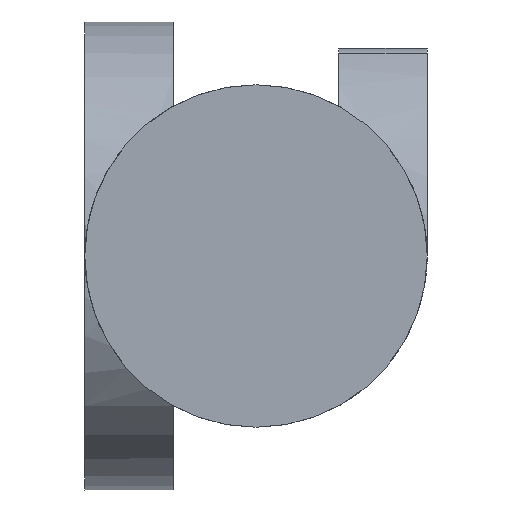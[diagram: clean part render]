
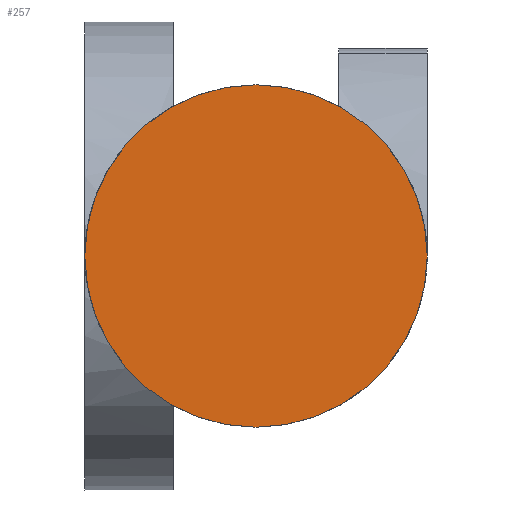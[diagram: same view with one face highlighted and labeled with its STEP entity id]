
A CAD part, left-side view. The second image highlights one B-rep face of the part: STEP entity #257.
In plain terms, the highlighted planar face has unit normal (-1, 0, 0).
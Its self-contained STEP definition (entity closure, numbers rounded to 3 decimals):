
#22=PLANE('',#310);
#37=FACE_OUTER_BOUND('',#53,.T.);
#53=EDGE_LOOP('',(#225,#226));
#65=CIRCLE('',#288,30.);
#66=CIRCLE('',#289,30.);
#120=VERTEX_POINT('',#498);
#121=VERTEX_POINT('',#500);
#146=EDGE_CURVE('',#120,#121,#65,.T.);
#147=EDGE_CURVE('',#121,#120,#66,.T.);
#225=ORIENTED_EDGE('',*,*,#147,.F.);
#226=ORIENTED_EDGE('',*,*,#146,.F.);
#257=ADVANCED_FACE('',(#37),#22,.F.);
#288=AXIS2_PLACEMENT_3D('',#501,#339,#340);
#289=AXIS2_PLACEMENT_3D('',#502,#341,#342);
#310=AXIS2_PLACEMENT_3D('',#536,#389,#390);
#339=DIRECTION('center_axis',(1.,0.,0.));
#340=DIRECTION('ref_axis',(0.,1.,0.));
#341=DIRECTION('center_axis',(1.,0.,0.));
#342=DIRECTION('ref_axis',(0.,1.,0.));
#389=DIRECTION('center_axis',(1.,0.,0.));
#390=DIRECTION('ref_axis',(0.,0.,-1.));
#498=CARTESIAN_POINT('',(0.,-30.,0.));
#500=CARTESIAN_POINT('',(0.,30.,0.));
#501=CARTESIAN_POINT('Origin',(0.,0.,0.));
#502=CARTESIAN_POINT('Origin',(0.,0.,0.));
#536=CARTESIAN_POINT('Origin',(0.,0.,0.));
